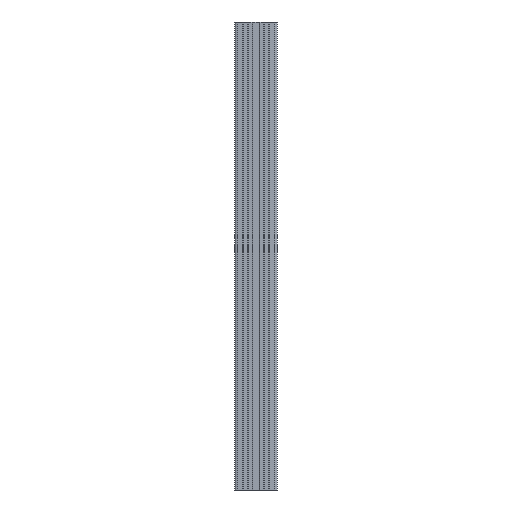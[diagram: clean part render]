
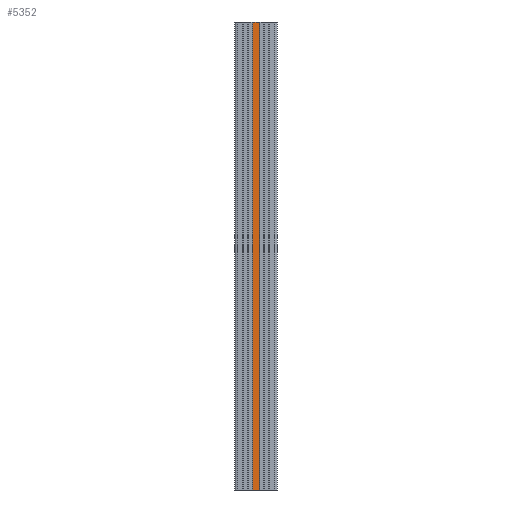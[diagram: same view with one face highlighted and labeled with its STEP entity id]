
A CAD part, left-side view. The second image highlights one B-rep face of the part: STEP entity #5352.
In plain terms, the highlighted planar face has unit normal (-1, 0, 0).
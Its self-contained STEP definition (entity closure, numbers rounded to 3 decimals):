
#73=PLANE($,#5716);
#274=FACE_OUTER_BOUND($,#548,.T.);
#548=EDGE_LOOP($,(#3867,#3868,#3869,#3870));
#926=LINE($,#8195,#1510);
#927=LINE($,#8198,#1511);
#928=LINE($,#8200,#1512);
#929=LINE($,#8201,#1513);
#1510=VECTOR($,#6586,1000.);
#1511=VECTOR($,#6589,14.4);
#1512=VECTOR($,#6590,14.4);
#1513=VECTOR($,#6591,1000.);
#2325=VERTEX_POINT($,#8191);
#2326=VERTEX_POINT($,#8193);
#2327=VERTEX_POINT($,#8197);
#2328=VERTEX_POINT($,#8199);
#2960=EDGE_CURVE($,#2325,#2326,#926,.T.);
#2961=EDGE_CURVE($,#2327,#2325,#927,.T.);
#2962=EDGE_CURVE($,#2328,#2326,#928,.T.);
#2963=EDGE_CURVE($,#2327,#2328,#929,.T.);
#3867=ORIENTED_EDGE($,*,*,#2961,.T.);
#3868=ORIENTED_EDGE($,*,*,#2960,.T.);
#3869=ORIENTED_EDGE($,*,*,#2962,.F.);
#3870=ORIENTED_EDGE($,*,*,#2963,.F.);
#5352=ADVANCED_FACE($,(#274),#73,.T.);
#5716=AXIS2_PLACEMENT_3D($,#8196,#6587,#6588);
#6586=DIRECTION($,(0.,0.,1.));
#6587=DIRECTION('center_axis',(-1.,0.,0.));
#6588=DIRECTION('ref_axis',(0.,-1.,0.));
#6589=DIRECTION($,(0.,-1.,0.));
#6590=DIRECTION($,(0.,-1.,0.));
#6591=DIRECTION($,(0.,0.,1.));
#8191=CARTESIAN_POINT('',(-14.475,24.8,0.));
#8193=CARTESIAN_POINT('',(-14.475,24.8,1000.));
#8195=CARTESIAN_POINT($,(-14.475,24.8,0.));
#8196=CARTESIAN_POINT('Origin',(-14.475,39.2,0.));
#8197=CARTESIAN_POINT('',(-14.475,39.2,0.));
#8198=CARTESIAN_POINT($,(-14.475,39.2,0.));
#8199=CARTESIAN_POINT('',(-14.475,39.2,1000.));
#8200=CARTESIAN_POINT($,(-14.475,39.2,1000.));
#8201=CARTESIAN_POINT($,(-14.475,39.2,0.));
